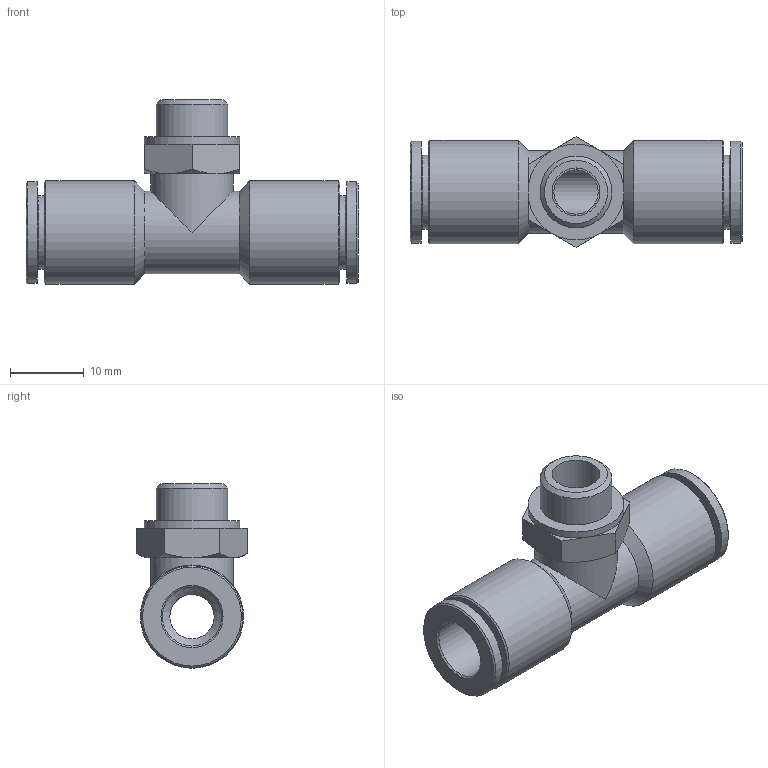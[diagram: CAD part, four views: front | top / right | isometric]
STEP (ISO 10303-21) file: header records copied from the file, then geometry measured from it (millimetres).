
FILE_DESCRIPTION(/* description */ ('STEP AP214'),/* implementation_level */ '2;1');
FILE_NAME(/* name */ '578394_NPQH-T-G18-Q8-P10',/* time_stamp */ '2024-09-13T05:31:28+02:00',/* author */ ('License CC BY-ND 4.0'),/* organization */ ('CADENAS'),/* preprocessor_version */ 'ST-DEVELOPER v19.3',/* originating_system */ 'PARTsolutions',/* authorisation */ ' ');
FILE_SCHEMA (('AUTOMOTIVE_DESIGN {1 0 10303 214 3 1 1}'));
Length unit declared in the file: millimetre
Products named in the file (1): 578394 NPQH-T-G18-Q8-P10
Bounding box: 45 x 15.01 x 25 mm (x, y, z)
Volume: 4900.4 mm3; surface area: 4236.5 mm2
Topology: 1 solids, 1 shells, 56 faces, 112 edges, 66 vertices
Faces by surface type: plane 22, cone 19, cylinder 15
Full cylindrical faces by diameter (mm): 6 x2, 6.485 x1, 8 x2, 9.728 x1, 10 x2, 11.2 x2, 13 x1, 13.8 x2, 14 x2
Entity records: 1332 total; most frequent: CARTESIAN_POINT 239, DIRECTION 236, ORIENTED_EDGE 164, AXIS2_PLACEMENT_3D 109, EDGE_LOOP 96, FACE_BOUND 96, EDGE_CURVE 82, VERTEX_POINT 64
